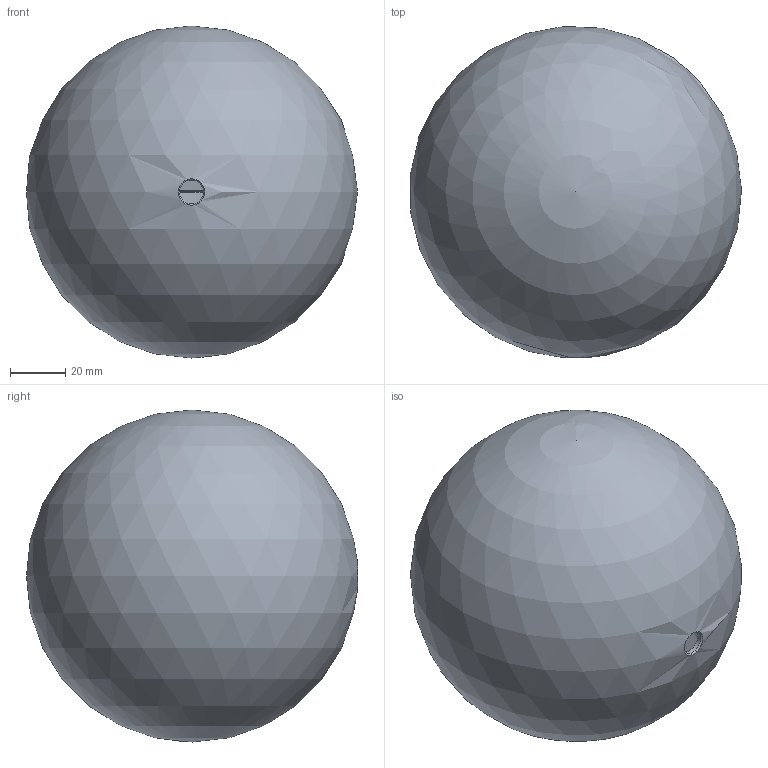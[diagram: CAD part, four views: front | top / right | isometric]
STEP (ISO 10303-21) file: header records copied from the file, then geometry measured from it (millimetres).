
FILE_DESCRIPTION (( 'STEP AP203' ), '1' );
FILE_NAME ('52120-240-MS.step', '2020-06-22T11:35:12', ( '' ), ( '' ), 'SwSTEP 2.0', 'SolidWorks 2015', '' );
FILE_SCHEMA (( 'CONFIG_CONTROL_DESIGN' ));
Length unit declared in the file: millimetre
Products named in the file (2): 52120-240-MS
Bounding box: 119.66 x 119.67 x 120 mm (x, y, z)
Volume: 87378.5 mm3; surface area: 87448.3 mm2
Topology: 1 solids, 1 shells, 257 faces, 694 edges, 463 vertices
Faces by surface type: plane 120, bspline 107, sphere 28, cylinder 1, cone 1
Full cylindrical faces by diameter (mm): 8.5 x1
Entity records: 12797 total; most frequent: CARTESIAN_POINT 6726, ORIENTED_EDGE 1368, DIRECTION 1017, EDGE_CURVE 684, VERTEX_POINT 457, AXIS2_PLACEMENT_3D 395, EDGE_LOOP 285, FACE_OUTER_BOUND 259
